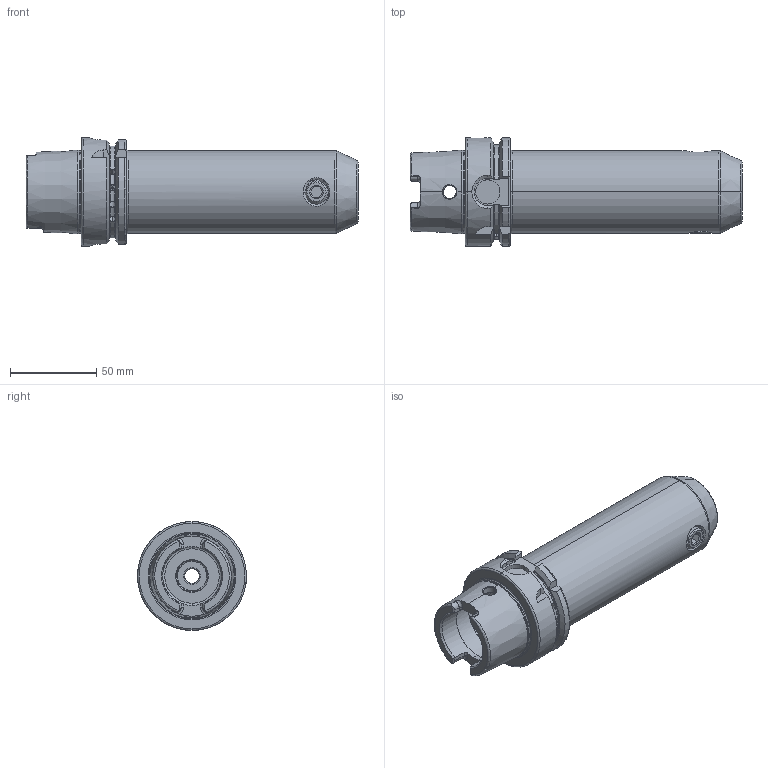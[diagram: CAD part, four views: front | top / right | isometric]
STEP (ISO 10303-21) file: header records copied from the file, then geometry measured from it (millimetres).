
FILE_DESCRIPTION (( 'STEP AP203' ), '1' );
FILE_NAME ('A63.04.16.2.STEP', '2016-09-05T03:33:01', ( '' ), ( '' ), 'SwSTEP 2.0', 'SolidWorks 2012', '' );
FILE_SCHEMA (( 'CONFIG_CONTROL_DESIGN' ));
Length unit declared in the file: millimetre
Products named in the file (3): 側固14_M14x2_16L; A63.04.16.2
Assembly tree (2 placements, depth 2):
  A63.04.16.2
    A63.04.16.2
    側固14_M14x2_16L
Bounding box: 192 x 63 x 63 mm (x, y, z)
Volume: 300857.3 mm3; surface area: 50083.8 mm2
Topology: 2 solids, 2 shells, 292 faces, 782 edges, 492 vertices
Faces by surface type: cylinder 112, plane 69, cone 42, torus 35, bspline 32, sphere 2
Entity records: 29196 total; most frequent: CARTESIAN_POINT 22394, ORIENTED_EDGE 1540, DIRECTION 1152, EDGE_CURVE 770, VERTEX_POINT 492, AXIS2_PLACEMENT_3D 458, EDGE_LOOP 310, ADVANCED_FACE 292
